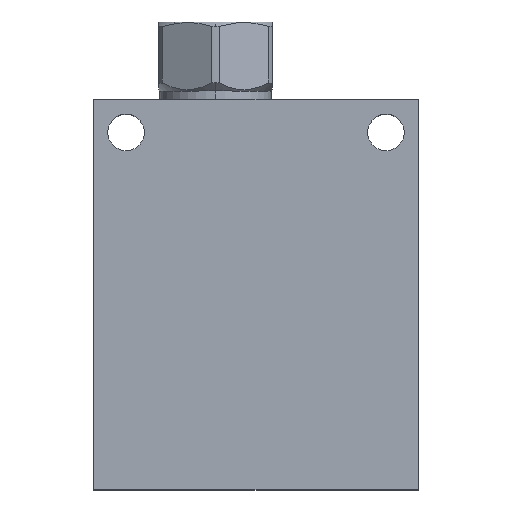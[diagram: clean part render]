
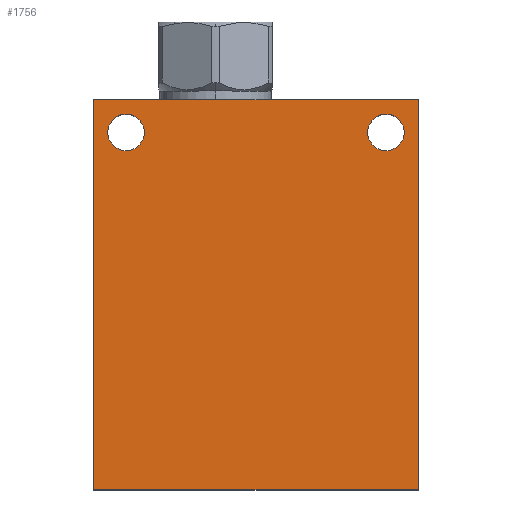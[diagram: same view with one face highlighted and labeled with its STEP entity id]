
A CAD part, top view. The second image highlights one B-rep face of the part: STEP entity #1756.
In plain terms, the highlighted planar face has unit normal (0, 0, 1).
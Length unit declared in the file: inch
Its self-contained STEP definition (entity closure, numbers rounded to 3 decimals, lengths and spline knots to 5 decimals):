
#103=DIRECTION('',(0.,-1.,0.));
#104=VECTOR('',#103,3.);
#105=CARTESIAN_POINT('',(0.,0.,1.25));
#106=LINE('',#105,#104);
#107=DIRECTION('',(-1.,0.,0.));
#108=VECTOR('',#107,2.5);
#109=CARTESIAN_POINT('',(2.5,0.,1.25));
#110=LINE('',#109,#108);
#111=DIRECTION('',(0.,1.,0.));
#112=VECTOR('',#111,3.);
#113=CARTESIAN_POINT('',(2.5,-3.,1.25));
#114=LINE('',#113,#112);
#115=DIRECTION('',(1.,0.,0.));
#116=VECTOR('',#115,2.5);
#117=CARTESIAN_POINT('',(0.,-3.,1.25));
#118=LINE('',#117,#116);
#119=CARTESIAN_POINT('',(0.25,-0.25,1.25));
#120=DIRECTION('',(0.,0.,-1.));
#121=DIRECTION('',(-1.,0.,0.));
#122=AXIS2_PLACEMENT_3D('',#119,#120,#121);
#124=CARTESIAN_POINT('',(0.25,-0.25,1.25));
#125=DIRECTION('',(0.,0.,-1.));
#126=DIRECTION('',(1.,0.,0.));
#127=AXIS2_PLACEMENT_3D('',#124,#125,#126);
#129=CARTESIAN_POINT('',(2.25,-0.25,1.25));
#130=DIRECTION('',(0.,0.,-1.));
#131=DIRECTION('',(-1.,0.,0.));
#132=AXIS2_PLACEMENT_3D('',#129,#130,#131);
#134=CARTESIAN_POINT('',(2.25,-0.25,1.25));
#135=DIRECTION('',(0.,0.,-1.));
#136=DIRECTION('',(1.,0.,0.));
#137=AXIS2_PLACEMENT_3D('',#134,#135,#136);
#1441=CARTESIAN_POINT('',(0.,0.,1.25));
#1442=CARTESIAN_POINT('',(0.,-3.,1.25));
#1443=VERTEX_POINT('',#1441);
#1444=VERTEX_POINT('',#1442);
#1445=CARTESIAN_POINT('',(2.5,-3.,1.25));
#1446=VERTEX_POINT('',#1445);
#1447=CARTESIAN_POINT('',(2.5,0.,1.25));
#1448=VERTEX_POINT('',#1447);
#1453=CARTESIAN_POINT('',(0.1095,-0.25,1.25));
#1454=CARTESIAN_POINT('',(0.3905,-0.25,1.25));
#1455=VERTEX_POINT('',#1453);
#1456=VERTEX_POINT('',#1454);
#1461=CARTESIAN_POINT('',(2.1095,-0.25,1.25));
#1462=CARTESIAN_POINT('',(2.3905,-0.25,1.25));
#1463=VERTEX_POINT('',#1461);
#1464=VERTEX_POINT('',#1462);
#1733=CARTESIAN_POINT('',(0.,0.,1.25));
#1734=DIRECTION('',(0.,0.,1.));
#1735=DIRECTION('',(1.,0.,0.));
#1736=AXIS2_PLACEMENT_3D('',#1733,#1734,#1735);
#1737=PLANE('',#1736);
#1738=ORIENTED_EDGE('',*,*,#1655,.F.);
#1739=ORIENTED_EDGE('',*,*,#1682,.F.);
#1740=ORIENTED_EDGE('',*,*,#1702,.F.);
#1741=ORIENTED_EDGE('',*,*,#1721,.F.);
#1742=EDGE_LOOP('',(#1738,#1739,#1740,#1741));
#1743=FACE_OUTER_BOUND('',#1742,.F.);
#1745=ORIENTED_EDGE('',*,*,#1744,.F.);
#1747=ORIENTED_EDGE('',*,*,#1746,.F.);
#1748=EDGE_LOOP('',(#1745,#1747));
#1749=FACE_BOUND('',#1748,.F.);
#1751=ORIENTED_EDGE('',*,*,#1750,.F.);
#1753=ORIENTED_EDGE('',*,*,#1752,.F.);
#1754=EDGE_LOOP('',(#1751,#1753));
#1755=FACE_BOUND('',#1754,.F.);
#1756=ADVANCED_FACE('',(#1743,#1749,#1755),#1737,.T.);
#123=CIRCLE('',#122,0.1405);
#128=CIRCLE('',#127,0.1405);
#133=CIRCLE('',#132,0.1405);
#138=CIRCLE('',#137,0.1405);
#1655=EDGE_CURVE('',#1443,#1444,#106,.T.);
#1682=EDGE_CURVE('',#1448,#1443,#110,.T.);
#1702=EDGE_CURVE('',#1446,#1448,#114,.T.);
#1721=EDGE_CURVE('',#1444,#1446,#118,.T.);
#1744=EDGE_CURVE('',#1455,#1456,#123,.T.);
#1746=EDGE_CURVE('',#1456,#1455,#128,.T.);
#1750=EDGE_CURVE('',#1463,#1464,#133,.T.);
#1752=EDGE_CURVE('',#1464,#1463,#138,.T.);
